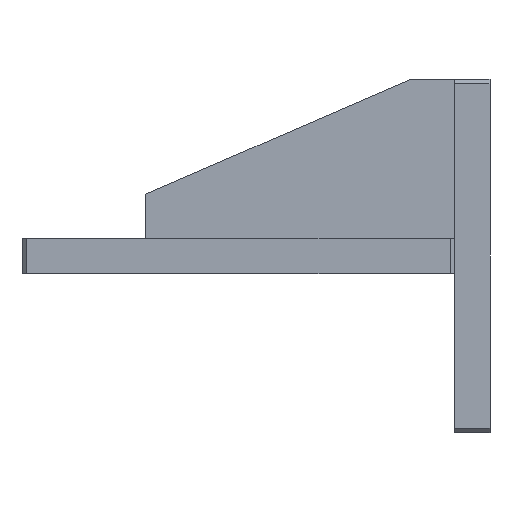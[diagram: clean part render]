
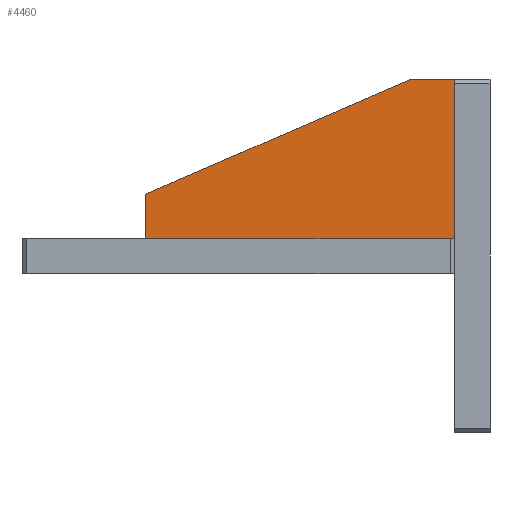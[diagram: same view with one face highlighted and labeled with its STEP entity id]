
A CAD part, left-side view. The second image highlights one B-rep face of the part: STEP entity #4460.
In plain terms, the highlighted planar face has unit normal (-1, 0, 0).
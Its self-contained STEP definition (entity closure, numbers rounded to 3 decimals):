
#122 = VECTOR ( 'NONE', #1420, 1000. ) ;
#144 = VERTEX_POINT ( 'NONE', #8781 ) ;
#325 = VERTEX_POINT ( 'NONE', #3985 ) ;
#337 = CARTESIAN_POINT ( 'NONE',  ( -3.87, -3.074, 102. ) ) ;
#813 = VERTEX_POINT ( 'NONE', #6746 ) ;
#860 = LINE ( 'NONE', #8587, #6531 ) ;
#1329 = VECTOR ( 'NONE', #5847, 1000. ) ;
#1420 = DIRECTION ( 'NONE',  ( 0., -1., 0. ) ) ;
#2215 = ORIENTED_EDGE ( 'NONE', *, *, #4214, .T. ) ;
#2629 = CARTESIAN_POINT ( 'NONE',  ( -3.87, 66.926, 84. ) ) ;
#2648 = EDGE_LOOP ( 'NONE', ( #2215, #8460, #3113, #4885, #7045 ) ) ;
#2755 = LINE ( 'NONE', #2853, #122 ) ;
#2853 = CARTESIAN_POINT ( 'NONE',  ( -3.87, 31.926, 84. ) ) ;
#2879 = VERTEX_POINT ( 'NONE', #3175 ) ;
#2931 = VERTEX_POINT ( 'NONE', #2629 ) ;
#3113 = ORIENTED_EDGE ( 'NONE', *, *, #4262, .T. ) ;
#3175 = CARTESIAN_POINT ( 'NONE',  ( -3.87, 66.926, 94. ) ) ;
#3183 = VECTOR ( 'NONE', #7092, 1000. ) ;
#3192 = LINE ( 'NONE', #337, #1329 ) ;
#3372 = CARTESIAN_POINT ( 'NONE',  ( -3.87, 6.926, 120. ) ) ;
#3573 = CARTESIAN_POINT ( 'NONE',  ( -3.87, 66.926, 102. ) ) ;
#3985 = CARTESIAN_POINT ( 'NONE',  ( -3.87, -3.074, 84. ) ) ;
#4184 = LINE ( 'NONE', #3372, #6230 ) ;
#4214 = EDGE_CURVE ( 'NONE', #813, #2879, #4184, .T. ) ;
#4262 = EDGE_CURVE ( 'NONE', #2931, #325, #2755, .T. ) ;
#4460 = ADVANCED_FACE ( 'NONE', ( #8958 ), #7781, .T. ) ;
#4463 = DIRECTION ( 'NONE',  ( 0., -1., 0. ) ) ;
#4530 = AXIS2_PLACEMENT_3D ( 'NONE', #5006, #5035, #4463 ) ;
#4817 = LINE ( 'NONE', #3573, #3183 ) ;
#4885 = ORIENTED_EDGE ( 'NONE', *, *, #7297, .T. ) ;
#5006 = CARTESIAN_POINT ( 'NONE',  ( -3.87, 66.926, 84. ) ) ;
#5035 = DIRECTION ( 'NONE',  ( -1., 0., 0. ) ) ;
#5829 = DIRECTION ( 'NONE',  ( 0., 1., 0. ) ) ;
#5847 = DIRECTION ( 'NONE',  ( 0., 0., 1. ) ) ;
#6230 = VECTOR ( 'NONE', #6737, 1000. ) ;
#6531 = VECTOR ( 'NONE', #5829, 1000. ) ;
#6737 = DIRECTION ( 'NONE',  ( 0., 0.918, -0.398 ) ) ;
#6746 = CARTESIAN_POINT ( 'NONE',  ( -3.87, 6.926, 120. ) ) ;
#7045 = ORIENTED_EDGE ( 'NONE', *, *, #8492, .T. ) ;
#7092 = DIRECTION ( 'NONE',  ( 0., 0., -1. ) ) ;
#7297 = EDGE_CURVE ( 'NONE', #325, #144, #3192, .T. ) ;
#7702 = EDGE_CURVE ( 'NONE', #2879, #2931, #4817, .T. ) ;
#7781 = PLANE ( 'NONE',  #4530 ) ;
#8460 = ORIENTED_EDGE ( 'NONE', *, *, #7702, .T. ) ;
#8492 = EDGE_CURVE ( 'NONE', #144, #813, #860, .T. ) ;
#8587 = CARTESIAN_POINT ( 'NONE',  ( -3.87, 31.926, 120. ) ) ;
#8781 = CARTESIAN_POINT ( 'NONE',  ( -3.87, -3.074, 120. ) ) ;
#8958 = FACE_OUTER_BOUND ( 'NONE', #2648, .T. ) ;
